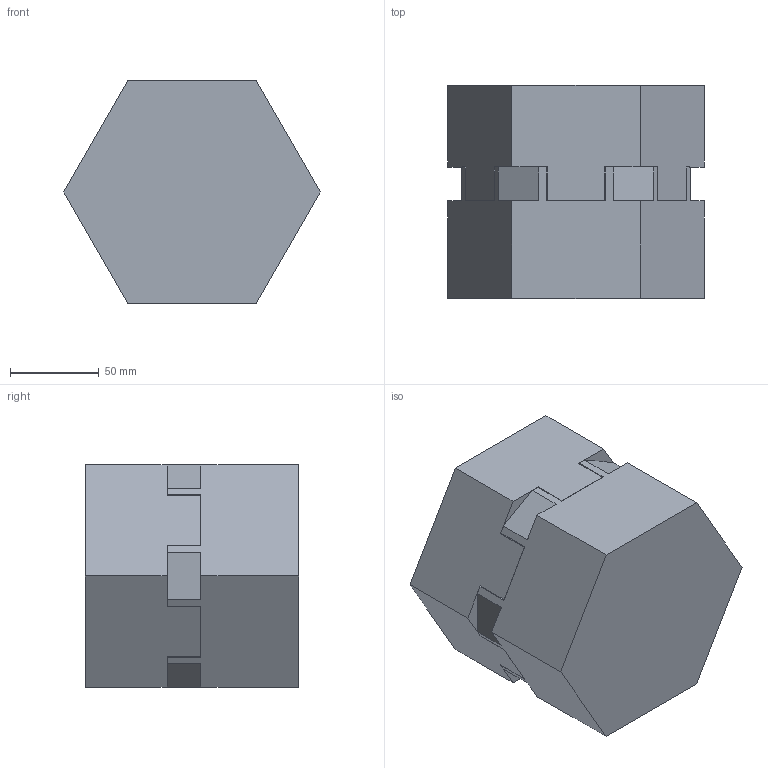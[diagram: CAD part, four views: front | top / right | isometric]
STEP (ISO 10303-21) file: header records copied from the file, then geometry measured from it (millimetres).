
FILE_DESCRIPTION (( 'STEP AP214' ), '1' );
FILE_NAME ('mold_master.STEP', '2022-02-14T15:49:36', ( '' ), ( '' ), 'SwSTEP 2.0', 'SolidWorks 2021', '' );
FILE_SCHEMA (( 'AUTOMOTIVE_DESIGN' ));
Length unit declared in the file: millimetre
Products named in the file (1): mold_master
Bounding box: 144.34 x 120 x 125 mm (x, y, z)
Volume: 906004 mm3; surface area: 131711.4 mm2
Topology: 2 solids, 2 shells, 83 faces, 237 edges, 157 vertices
Faces by surface type: plane 77, sphere 4, cylinder 2
Entity records: 2671 total; most frequent: CARTESIAN_POINT 470, ORIENTED_EDGE 464, DIRECTION 414, EDGE_CURVE 232, VECTOR 218, LINE 218, VERTEX_POINT 154, AXIS2_PLACEMENT_3D 98
